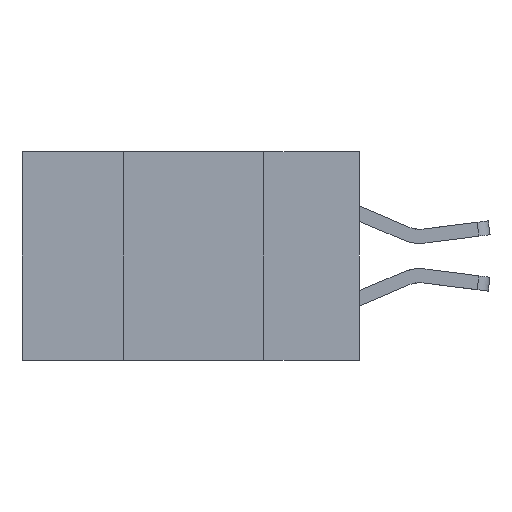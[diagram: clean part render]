
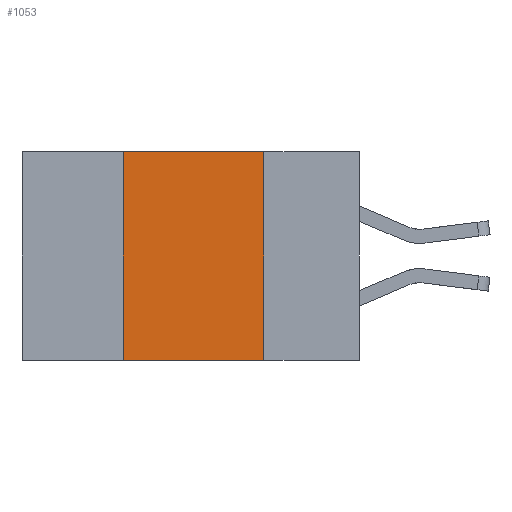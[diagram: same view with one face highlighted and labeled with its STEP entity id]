
A CAD part, left-side view. The second image highlights one B-rep face of the part: STEP entity #1053.
In plain terms, the highlighted planar face has unit normal (-1, 0, 0).
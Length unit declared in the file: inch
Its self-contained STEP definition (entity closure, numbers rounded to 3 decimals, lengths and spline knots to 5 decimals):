
#276 = CARTESIAN_POINT ( 'NONE',  ( 0., 0.42, 0. ) ) ;
#565 = DIRECTION ( 'NONE',  ( 0., 0., -1. ) ) ;
#576 = DIRECTION ( 'NONE',  ( 1., 0., 0. ) ) ;
#582 = CARTESIAN_POINT ( 'NONE',  ( 0., 0.6, 0. ) ) ;
#809 = PLANE ( 'NONE',  #8362 ) ;
#1008 = CARTESIAN_POINT ( 'NONE',  ( 0., 0.42, 0. ) ) ;
#1053 = ADVANCED_FACE ( 'NONE', ( #1476 ), #809, .F. ) ;
#1092 = LINE ( 'NONE', #1008, #11053 ) ;
#1474 = CARTESIAN_POINT ( 'NONE',  ( 0., 0.6, -0.37 ) ) ;
#1476 = FACE_OUTER_BOUND ( 'NONE', #10273, .T. ) ;
#1697 = DIRECTION ( 'NONE',  ( 0., -1., 0. ) ) ;
#1878 = LINE ( 'NONE', #8080, #9636 ) ;
#1906 = ORIENTED_EDGE ( 'NONE', *, *, #4561, .T. ) ;
#2416 = ORIENTED_EDGE ( 'NONE', *, *, #6337, .F. ) ;
#2723 = VERTEX_POINT ( 'NONE', #276 ) ;
#2726 = CARTESIAN_POINT ( 'NONE',  ( 0., 0.6, 0. ) ) ;
#3105 = ORIENTED_EDGE ( 'NONE', *, *, #8473, .F. ) ;
#3194 = ORIENTED_EDGE ( 'NONE', *, *, #4332, .F. ) ;
#4151 = DIRECTION ( 'NONE',  ( 0., 0., -1. ) ) ;
#4332 = EDGE_CURVE ( 'NONE', #10811, #6621, #1878, .T. ) ;
#4561 = EDGE_CURVE ( 'NONE', #8877, #6621, #4975, .T. ) ;
#4975 = LINE ( 'NONE', #1474, #9216 ) ;
#6103 = CARTESIAN_POINT ( 'NONE',  ( 0., 0.17, -0.37 ) ) ;
#6337 = EDGE_CURVE ( 'NONE', #2723, #10811, #6991, .T. ) ;
#6621 = VERTEX_POINT ( 'NONE', #6103 ) ;
#6991 = LINE ( 'NONE', #2726, #11670 ) ;
#7197 = CARTESIAN_POINT ( 'NONE',  ( 0., 0.17, 0. ) ) ;
#8080 = CARTESIAN_POINT ( 'NONE',  ( 0., 0.17, 0. ) ) ;
#8362 = AXIS2_PLACEMENT_3D ( 'NONE', #582, #576, #565 ) ;
#8372 = DIRECTION ( 'NONE',  ( 0., -1., 0. ) ) ;
#8473 = EDGE_CURVE ( 'NONE', #8877, #2723, #1092, .T. ) ;
#8877 = VERTEX_POINT ( 'NONE', #9897 ) ;
#9216 = VECTOR ( 'NONE', #8372, 39.37008 ) ;
#9636 = VECTOR ( 'NONE', #4151, 39.37008 ) ;
#9897 = CARTESIAN_POINT ( 'NONE',  ( 0., 0.42, -0.37 ) ) ;
#10273 = EDGE_LOOP ( 'NONE', ( #3194, #2416, #3105, #1906 ) ) ;
#10693 = DIRECTION ( 'NONE',  ( 0., 0., 1. ) ) ;
#10811 = VERTEX_POINT ( 'NONE', #7197 ) ;
#11053 = VECTOR ( 'NONE', #10693, 39.37008 ) ;
#11670 = VECTOR ( 'NONE', #1697, 39.37008 ) ;
